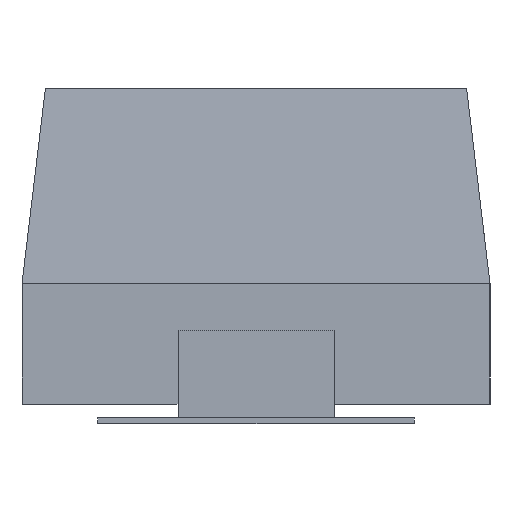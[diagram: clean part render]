
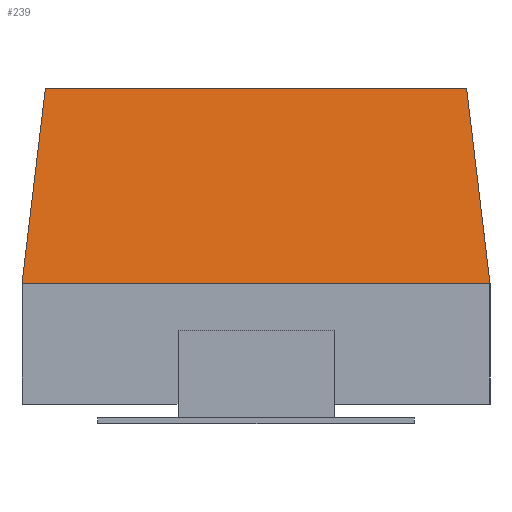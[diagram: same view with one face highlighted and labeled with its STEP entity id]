
A CAD part, left-side view. The second image highlights one B-rep face of the part: STEP entity #239.
In plain terms, the highlighted planar face has unit normal (-0.993, 0, 0.119).
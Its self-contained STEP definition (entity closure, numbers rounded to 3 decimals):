
#239=ADVANCED_FACE('',(#312),#276,.T.);
#276=PLANE('',#908);
#312=FACE_OUTER_BOUND('',#348,.T.);
#348=EDGE_LOOP('',(#415,#416,#417,#418));
#415=ORIENTED_EDGE('',*,*,#632,.F.);
#416=ORIENTED_EDGE('',*,*,#645,.T.);
#417=ORIENTED_EDGE('',*,*,#646,.T.);
#418=ORIENTED_EDGE('',*,*,#627,.T.);
#564=VERTEX_POINT('',#1108);
#567=VERTEX_POINT('',#1116);
#570=VERTEX_POINT('',#1124);
#579=VERTEX_POINT('',#1153);
#627=EDGE_CURVE('',#564,#567,#719,.T.);
#632=EDGE_CURVE('',#570,#567,#724,.T.);
#645=EDGE_CURVE('',#570,#579,#737,.T.);
#646=EDGE_CURVE('',#579,#564,#738,.T.);
#719=LINE('',#1115,#811);
#724=LINE('',#1125,#816);
#737=LINE('',#1152,#829);
#738=LINE('',#1154,#830);
#811=VECTOR('',#945,1.);
#816=VECTOR('',#952,1.);
#829=VECTOR('',#977,1.);
#830=VECTOR('',#978,1.);
#908=AXIS2_PLACEMENT_3D('',#1155,#979,#980);
#945=DIRECTION('',(0.118,0.118,0.986));
#952=DIRECTION('',(0.,-1.,0.));
#977=DIRECTION('',(-0.118,0.118,-0.986));
#978=DIRECTION('',(0.,-1.,0.));
#979=DIRECTION('',(-0.993,0.,0.119));
#980=DIRECTION('',(0.119,0.,0.993));
#1108=CARTESIAN_POINT('',(-0.4,-0.3,0.256));
#1115=CARTESIAN_POINT('',(-0.4,-0.3,0.256));
#1116=CARTESIAN_POINT('',(-0.37,-0.27,0.506));
#1124=CARTESIAN_POINT('',(-0.37,0.27,0.506));
#1125=CARTESIAN_POINT('',(-0.37,0.27,0.506));
#1152=CARTESIAN_POINT('',(-0.37,0.27,0.506));
#1153=CARTESIAN_POINT('',(-0.4,0.3,0.256));
#1154=CARTESIAN_POINT('',(-0.4,0.3,0.256));
#1155=CARTESIAN_POINT('',(-0.385,0.,0.381));
